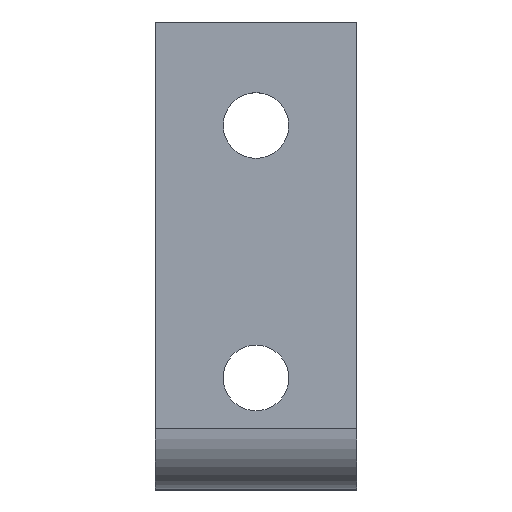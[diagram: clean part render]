
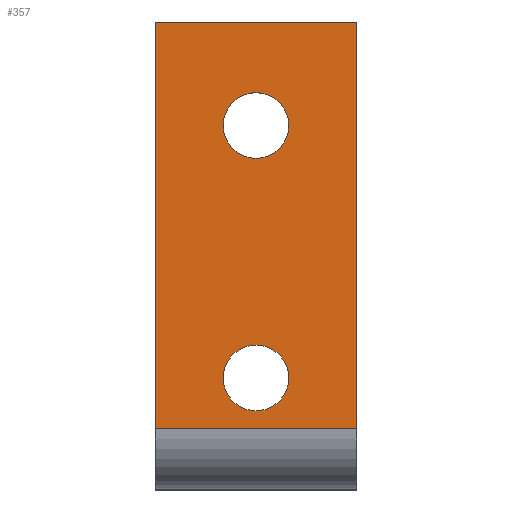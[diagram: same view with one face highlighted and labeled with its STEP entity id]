
A CAD part, top view. The second image highlights one B-rep face of the part: STEP entity #357.
In plain terms, the highlighted planar face has unit normal (0, 0, 1).
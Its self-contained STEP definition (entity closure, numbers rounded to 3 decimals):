
#1 = CARTESIAN_POINT ( 'NONE',  ( 20., 43.25, 0. ) ) ;
#5 = CARTESIAN_POINT ( 'NONE',  ( -20., -37.25, 0. ) ) ;
#9 = EDGE_LOOP ( 'NONE', ( #124, #125, #126, #127 ) ) ;
#16 = EDGE_CURVE ( 'NONE', #336, #341, #194, .T. ) ;
#19 = EDGE_CURVE ( 'NONE', #285, #285, #199, .T. ) ;
#20 = EDGE_CURVE ( 'NONE', #286, #286, #203, .T. ) ;
#21 = EDGE_CURVE ( 'NONE', #341, #334, #201, .T. ) ;
#22 = EDGE_CURVE ( 'NONE', #334, #325, #202, .T. ) ;
#23 = EDGE_CURVE ( 'NONE', #325, #336, #206, .T. ) ;
#48 = AXIS2_PLACEMENT_3D ( 'NONE', #569, #368, #369 ) ;
#49 = AXIS2_PLACEMENT_3D ( 'NONE', #370, #371, #372 ) ;
#65 = AXIS2_PLACEMENT_3D ( 'NONE', #472, #467, #475 ) ;
#122 = ORIENTED_EDGE ( 'NONE', *, *, #19, .T. ) ;
#123 = ORIENTED_EDGE ( 'NONE', *, *, #20, .T. ) ;
#124 = ORIENTED_EDGE ( 'NONE', *, *, #21, .T. ) ;
#125 = ORIENTED_EDGE ( 'NONE', *, *, #22, .T. ) ;
#126 = ORIENTED_EDGE ( 'NONE', *, *, #23, .T. ) ;
#127 = ORIENTED_EDGE ( 'NONE', *, *, #16, .T. ) ;
#194 = LINE ( 'NONE', #316, #196 ) ;
#196 = VECTOR ( 'NONE', #317, 1000. ) ;
#199 = CIRCLE ( 'NONE', #48, 6.5 ) ;
#201 = LINE ( 'NONE', #5, #205 ) ;
#202 = LINE ( 'NONE', #1, #204 ) ;
#203 = CIRCLE ( 'NONE', #49, 6.5 ) ;
#204 = VECTOR ( 'NONE', #375, 1000. ) ;
#205 = VECTOR ( 'NONE', #373, 1000. ) ;
#206 = LINE ( 'NONE', #376, #208 ) ;
#208 = VECTOR ( 'NONE', #377, 1000. ) ;
#249 = FACE_OUTER_BOUND ( 'NONE', #9, .T. ) ;
#257 = FACE_BOUND ( 'NONE', #337, .T. ) ;
#260 = FACE_BOUND ( 'NONE', #349, .T. ) ;
#285 = VERTEX_POINT ( 'NONE', #514 ) ;
#286 = VERTEX_POINT ( 'NONE', #511 ) ;
#316 = CARTESIAN_POINT ( 'NONE',  ( -20., 43.25, 0. ) ) ;
#317 = DIRECTION ( 'NONE',  ( 0., -1., 0. ) ) ;
#325 = VERTEX_POINT ( 'NONE', #434 ) ;
#334 = VERTEX_POINT ( 'NONE', #439 ) ;
#336 = VERTEX_POINT ( 'NONE', #441 ) ;
#337 = EDGE_LOOP ( 'NONE', ( #122 ) ) ;
#341 = VERTEX_POINT ( 'NONE', #444 ) ;
#349 = EDGE_LOOP ( 'NONE', ( #123 ) ) ;
#357 = ADVANCED_FACE ( 'NONE', ( #257, #260, #249 ), #473, .F. ) ;
#368 = DIRECTION ( 'NONE',  ( 0., 0., -1. ) ) ;
#369 = DIRECTION ( 'NONE',  ( -1., 0., 0. ) ) ;
#370 = CARTESIAN_POINT ( 'NONE',  ( 0., 22.75, 0. ) ) ;
#371 = DIRECTION ( 'NONE',  ( 0., 0., -1. ) ) ;
#372 = DIRECTION ( 'NONE',  ( -1., 0., 0. ) ) ;
#373 = DIRECTION ( 'NONE',  ( 1., 0., 0. ) ) ;
#375 = DIRECTION ( 'NONE',  ( 0., 1., 0. ) ) ;
#376 = CARTESIAN_POINT ( 'NONE',  ( 20., 43.25, 0. ) ) ;
#377 = DIRECTION ( 'NONE',  ( -1., 0., 0. ) ) ;
#434 = CARTESIAN_POINT ( 'NONE',  ( 20., 43.25, 0. ) ) ;
#439 = CARTESIAN_POINT ( 'NONE',  ( 20., -37.25, 0. ) ) ;
#441 = CARTESIAN_POINT ( 'NONE',  ( -20., 43.25, 0. ) ) ;
#444 = CARTESIAN_POINT ( 'NONE',  ( -20., -37.25, 0. ) ) ;
#467 = DIRECTION ( 'NONE',  ( 0., 0., -1. ) ) ;
#472 = CARTESIAN_POINT ( 'NONE',  ( 20., -43.25, 0. ) ) ;
#473 = PLANE ( 'NONE',  #65 ) ;
#475 = DIRECTION ( 'NONE',  ( -1., 0., 0. ) ) ;
#511 = CARTESIAN_POINT ( 'NONE',  ( -6.5, 22.75, 0. ) ) ;
#514 = CARTESIAN_POINT ( 'NONE',  ( -6.5, -27.25, 0. ) ) ;
#569 = CARTESIAN_POINT ( 'NONE',  ( 0., -27.25, 0. ) ) ;
